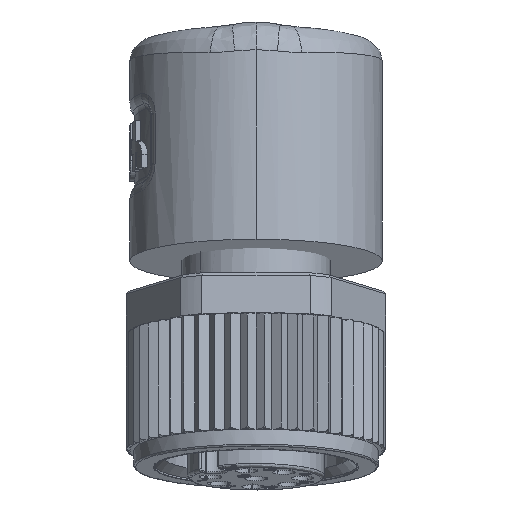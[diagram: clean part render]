
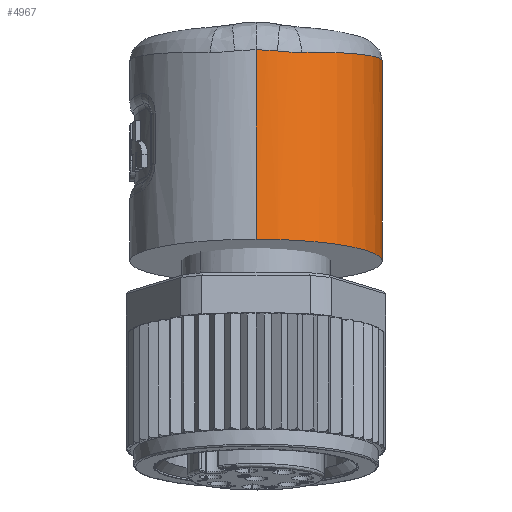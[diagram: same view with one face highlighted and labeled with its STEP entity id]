
A CAD part, front view. The second image highlights one B-rep face of the part: STEP entity #4967.
In plain terms, the highlighted cylindrical face has radius 7.5 mm (diameter 15 mm), a partial arc.
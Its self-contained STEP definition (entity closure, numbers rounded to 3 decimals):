
#4967=ADVANCED_FACE('',(#9986),#9987,.T.);
#9986=FACE_OUTER_BOUND('',#23210,.T.);
#9987=CYLINDRICAL_SURFACE('',#23211,7.5);
#23210=EDGE_LOOP('',(#39338,#39339,#39340,#39341,#39342,#39343,#39344,#39345,#39346,#39347,#39348));
#23211=AXIS2_PLACEMENT_3D('',#39349,#39350,#39351);
#39338=ORIENTED_EDGE('',*,*,#45354,.F.);
#39339=ORIENTED_EDGE('',*,*,#45358,.F.);
#39340=ORIENTED_EDGE('',*,*,#45495,.F.);
#39341=ORIENTED_EDGE('',*,*,#45496,.F.);
#39342=ORIENTED_EDGE('',*,*,#45497,.F.);
#39343=ORIENTED_EDGE('',*,*,#45360,.F.);
#39344=ORIENTED_EDGE('',*,*,#45350,.F.);
#39345=ORIENTED_EDGE('',*,*,#45498,.F.);
#39346=ORIENTED_EDGE('',*,*,#45405,.T.);
#39347=ORIENTED_EDGE('',*,*,#45499,.T.);
#39348=ORIENTED_EDGE('',*,*,#45347,.F.);
#39349=CARTESIAN_POINT('',(0.0,6.646,-7.682));
#39350=DIRECTION('',(0.0,-0.174,-0.985));
#39351=DIRECTION('',(0.0,-0.985,0.174));
#45347=EDGE_CURVE('',#53779,#53775,#53781,.T.);
#45350=EDGE_CURVE('',#53783,#53785,#53786,.T.);
#45354=EDGE_CURVE('',#53789,#53779,#53791,.T.);
#45358=EDGE_CURVE('',#53795,#53789,#53797,.T.);
#45360=EDGE_CURVE('',#53785,#53799,#53800,.T.);
#45405=EDGE_CURVE('',#53860,#53859,#53862,.T.);
#45495=EDGE_CURVE('',#53988,#53795,#53989,.T.);
#45496=EDGE_CURVE('',#53990,#53988,#53991,.T.);
#45497=EDGE_CURVE('',#53799,#53990,#53992,.T.);
#45498=EDGE_CURVE('',#53860,#53783,#53993,.T.);
#45499=EDGE_CURVE('',#53859,#53775,#53994,.T.);
#53775=VERTEX_POINT('',#69320);
#53779=VERTEX_POINT('',#69348);
#53781=B_SPLINE_CURVE_WITH_KNOTS('',3,(#69354,#69355,#69356,#69357,#69358,#69359,#69360,#69361,#69362,#69363,#69364,#69365,#69366,#69367,#69368,#69369,#69370,#69371,#69372,#69373,#69374,#69375),.UNSPECIFIED.,.F.,.F.,(4,1,1,1,1,1,1,1,1,1,1,1,1,1,1,1,1,1,1,4),(0.0,0.053,0.105,0.158,0.211,0.263,0.316,0.368,0.421,0.474,0.526,0.579,0.632,0.684,0.737,0.789,0.842,0.895,0.947,1.0),.UNSPECIFIED.);
#53783=VERTEX_POINT('',#69377);
#53785=VERTEX_POINT('',#69385);
#53786=B_SPLINE_CURVE_WITH_KNOTS('',3,(#69386,#69387,#69388,#69389,#69390,#69391,#69392,#69393),.UNSPECIFIED.,.F.,.F.,(4,1,1,1,1,4),(0.0,0.203,0.406,0.606,0.804,1.0),.UNSPECIFIED.);
#53789=VERTEX_POINT('',#69402);
#53791=B_SPLINE_CURVE_WITH_KNOTS('',3,(#69407,#69408,#69409,#69410,#69411,#69412),.UNSPECIFIED.,.F.,.F.,(4,1,1,4),(0.0,0.333,0.667,1.0),.UNSPECIFIED.);
#53795=VERTEX_POINT('',#69421);
#53797=B_SPLINE_CURVE_WITH_KNOTS('',3,(#69426,#69427,#69428,#69429,#69430,#69431),.UNSPECIFIED.,.F.,.F.,(4,1,1,4),(0.0,0.333,0.667,1.0),.UNSPECIFIED.);
#53799=VERTEX_POINT('',#69433);
#53800=B_SPLINE_CURVE_WITH_KNOTS('',3,(#69434,#69435,#69436,#69437,#69438,#69439),.UNSPECIFIED.,.F.,.F.,(4,1,1,4),(0.0,0.333,0.667,1.0),.UNSPECIFIED.);
#53859=VERTEX_POINT('',#69628);
#53860=VERTEX_POINT('',#69629);
#53862=CIRCLE('',#69631,7.5);
#53988=VERTEX_POINT('',#70342);
#53989=B_SPLINE_CURVE_WITH_KNOTS('',3,(#70343,#70344,#70345,#70346,#70347,#70348),.UNSPECIFIED.,.F.,.F.,(4,1,1,4),(0.0,0.333,0.667,1.0),.UNSPECIFIED.);
#53990=VERTEX_POINT('',#70349);
#53991=B_SPLINE_CURVE_WITH_KNOTS('',3,(#70350,#70351,#70352,#70353,#70354,#70355),.UNSPECIFIED.,.F.,.F.,(4,1,1,4),(0.0,0.333,0.667,1.0),.UNSPECIFIED.);
#53992=B_SPLINE_CURVE_WITH_KNOTS('',3,(#70356,#70357,#70358,#70359,#70360,#70361,#70362,#70363,#70364,#70365,#70366,#70367,#70368,#70369,#70370),.UNSPECIFIED.,.F.,.F.,(4,1,1,1,1,1,1,1,1,1,1,1,4),(0.0,0.083,0.167,0.25,0.333,0.417,0.5,0.583,0.667,0.75,0.833,0.917,1.0),.UNSPECIFIED.);
#53993=LINE('',#70371,#70372);
#53994=LINE('',#70373,#70374);
#69320=CARTESIAN_POINT('',(0.,14.348,-7.187));
#69348=CARTESIAN_POINT('',(6.536,11.568,-0.949));
#69354=CARTESIAN_POINT('',(6.536,11.568,-0.949));
#69355=CARTESIAN_POINT('',(6.52,11.574,-1.077));
#69356=CARTESIAN_POINT('',(6.481,11.598,-1.342));
#69357=CARTESIAN_POINT('',(6.394,11.67,-1.769));
#69358=CARTESIAN_POINT('',(6.273,11.784,-2.227));
#69359=CARTESIAN_POINT('',(6.109,11.942,-2.719));
#69360=CARTESIAN_POINT('',(5.893,12.145,-3.24));
#69361=CARTESIAN_POINT('',(5.622,12.382,-3.772));
#69362=CARTESIAN_POINT('',(5.296,12.642,-4.298));
#69363=CARTESIAN_POINT('',(4.928,12.904,-4.791));
#69364=CARTESIAN_POINT('',(4.528,13.155,-5.239));
#69365=CARTESIAN_POINT('',(4.105,13.387,-5.637));
#69366=CARTESIAN_POINT('',(3.667,13.595,-5.984));
#69367=CARTESIAN_POINT('',(3.219,13.777,-6.282));
#69368=CARTESIAN_POINT('',(2.764,13.934,-6.534));
#69369=CARTESIAN_POINT('',(2.305,14.064,-6.741));
#69370=CARTESIAN_POINT('',(1.844,14.169,-6.907));
#69371=CARTESIAN_POINT('',(1.381,14.25,-7.034));
#69372=CARTESIAN_POINT('',(0.918,14.307,-7.123));
#69373=CARTESIAN_POINT('',(0.457,14.341,-7.175));
#69374=CARTESIAN_POINT('',(0.152,14.348,-7.187));
#69375=CARTESIAN_POINT('',(0.,14.348,-7.187));
#69377=CARTESIAN_POINT('',(0.,1.239,4.847));
#69385=CARTESIAN_POINT('',(1.266,1.337,4.784));
#69386=CARTESIAN_POINT('',(0.,1.239,4.847));
#69387=CARTESIAN_POINT('',(0.086,1.239,4.847));
#69388=CARTESIAN_POINT('',(0.259,1.242,4.846));
#69389=CARTESIAN_POINT('',(0.516,1.254,4.839));
#69390=CARTESIAN_POINT('',(0.769,1.274,4.828));
#69391=CARTESIAN_POINT('',(1.019,1.302,4.81));
#69392=CARTESIAN_POINT('',(1.184,1.325,4.794));
#69393=CARTESIAN_POINT('',(1.266,1.337,4.784));
#69402=CARTESIAN_POINT('',(6.569,11.604,-0.401));
#69407=CARTESIAN_POINT('',(6.569,11.604,-0.401));
#69408=CARTESIAN_POINT('',(6.569,11.594,-0.458));
#69409=CARTESIAN_POINT('',(6.568,11.576,-0.576));
#69410=CARTESIAN_POINT('',(6.557,11.563,-0.758));
#69411=CARTESIAN_POINT('',(6.544,11.565,-0.885));
#69412=CARTESIAN_POINT('',(6.536,11.568,-0.949));
#69421=CARTESIAN_POINT('',(6.561,11.795,0.599));
#69426=CARTESIAN_POINT('',(6.561,11.795,0.599));
#69427=CARTESIAN_POINT('',(6.562,11.774,0.488));
#69428=CARTESIAN_POINT('',(6.564,11.732,0.266));
#69429=CARTESIAN_POINT('',(6.567,11.667,-0.067));
#69430=CARTESIAN_POINT('',(6.568,11.625,-0.29));
#69431=CARTESIAN_POINT('',(6.569,11.604,-0.401));
#69433=CARTESIAN_POINT('',(2.72,1.732,4.701));
#69434=CARTESIAN_POINT('',(1.266,1.337,4.784));
#69435=CARTESIAN_POINT('',(1.44,1.364,4.765));
#69436=CARTESIAN_POINT('',(1.781,1.43,4.731));
#69437=CARTESIAN_POINT('',(2.267,1.564,4.702));
#69438=CARTESIAN_POINT('',(2.572,1.673,4.699));
#69439=CARTESIAN_POINT('',(2.72,1.732,4.701));
#69628=CARTESIAN_POINT('',(0.,14.032,-8.984));
#69629=CARTESIAN_POINT('',(0.0,-0.741,-6.379));
#69631=AXIS2_PLACEMENT_3D('',#78123,#78124,#78125);
#70342=CARTESIAN_POINT('',(6.507,12.012,1.274));
#70343=CARTESIAN_POINT('',(6.507,12.012,1.274));
#70344=CARTESIAN_POINT('',(6.519,11.977,1.194));
#70345=CARTESIAN_POINT('',(6.539,11.913,1.038));
#70346=CARTESIAN_POINT('',(6.556,11.841,0.812));
#70347=CARTESIAN_POINT('',(6.561,11.808,0.669));
#70348=CARTESIAN_POINT('',(6.561,11.795,0.599));
#70349=CARTESIAN_POINT('',(5.818,13.425,3.511));
#70350=CARTESIAN_POINT('',(5.818,13.425,3.511));
#70351=CARTESIAN_POINT('',(5.945,13.22,3.248));
#70352=CARTESIAN_POINT('',(6.158,12.838,2.731));
#70353=CARTESIAN_POINT('',(6.378,12.363,1.986));
#70354=CARTESIAN_POINT('',(6.471,12.117,1.509));
#70355=CARTESIAN_POINT('',(6.507,12.012,1.274));
#70356=CARTESIAN_POINT('',(2.72,1.732,4.701));
#70357=CARTESIAN_POINT('',(3.086,1.877,4.707));
#70358=CARTESIAN_POINT('',(3.796,2.226,4.71));
#70359=CARTESIAN_POINT('',(4.763,2.904,4.689));
#70360=CARTESIAN_POINT('',(5.613,3.722,4.644));
#70361=CARTESIAN_POINT('',(6.321,4.651,4.577));
#70362=CARTESIAN_POINT('',(6.89,5.702,4.488));
#70363=CARTESIAN_POINT('',(7.282,6.819,4.381));
#70364=CARTESIAN_POINT('',(7.492,7.984,4.257));
#70365=CARTESIAN_POINT('',(7.52,9.138,4.124));
#70366=CARTESIAN_POINT('',(7.361,10.32,3.976));
#70367=CARTESIAN_POINT('',(7.019,11.445,3.823));
#70368=CARTESIAN_POINT('',(6.508,12.494,3.667));
#70369=CARTESIAN_POINT('',(6.063,13.128,3.563));
#70370=CARTESIAN_POINT('',(5.818,13.425,3.511));
#70371=CARTESIAN_POINT('',(0.0,-0.741,-6.379));
#70372=VECTOR('',#78145,11.4);
#70373=CARTESIAN_POINT('',(0.,14.032,-8.984));
#70374=VECTOR('',#78146,1.825);
#78123=CARTESIAN_POINT('',(0.0,6.646,-7.682));
#78124=DIRECTION('',(0.0,0.174,0.985));
#78125=DIRECTION('',(0.0,-0.985,0.174));
#78145=DIRECTION('',(0.,0.174,0.985));
#78146=DIRECTION('',(0.,0.174,0.985));
